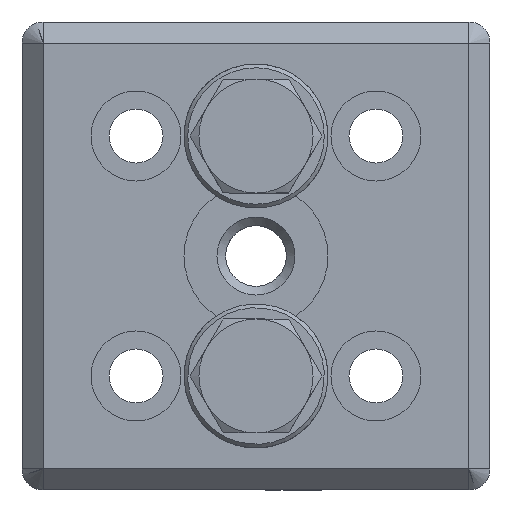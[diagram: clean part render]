
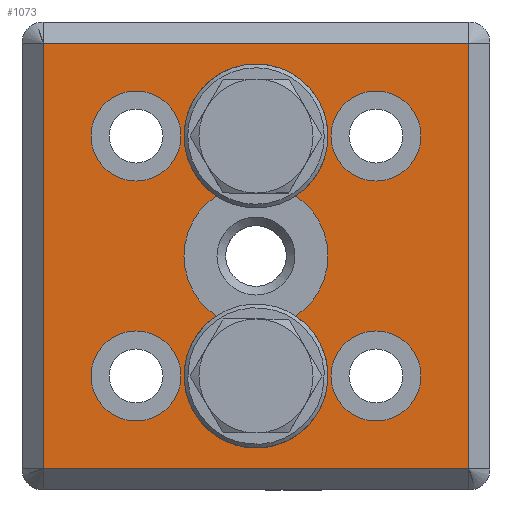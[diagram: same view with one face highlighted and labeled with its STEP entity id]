
A CAD part, front view. The second image highlights one B-rep face of the part: STEP entity #1073.
In plain terms, the highlighted face is planar.
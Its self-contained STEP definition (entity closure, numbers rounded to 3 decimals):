
#59=LINE('',#1982,#103);
#65=LINE('',#1998,#109);
#69=LINE('',#2005,#113);
#73=LINE('',#2016,#117);
#103=VECTOR('',#1387,71.);
#109=VECTOR('',#1403,71.);
#113=VECTOR('',#1409,71.);
#117=VECTOR('',#1423,71.);
#199=PLANE('',#1183);
#231=FACE_BOUND('',#405,.T.);
#232=FACE_BOUND('',#406,.T.);
#233=FACE_BOUND('',#407,.T.);
#234=FACE_BOUND('',#408,.T.);
#235=FACE_BOUND('',#409,.T.);
#308=FACE_OUTER_BOUND('',#404,.T.);
#404=EDGE_LOOP('',(#903,#904,#905,#906));
#405=EDGE_LOOP('',(#907,#908,#909,#910));
#406=EDGE_LOOP('',(#911));
#407=EDGE_LOOP('',(#912));
#408=EDGE_LOOP('',(#913));
#409=EDGE_LOOP('',(#914));
#489=CIRCLE('',#1184,12.);
#490=CIRCLE('',#1185,12.);
#491=CIRCLE('',#1186,12.);
#492=CIRCLE('',#1187,12.);
#493=CIRCLE('',#1188,7.5);
#494=CIRCLE('',#1189,7.5);
#495=CIRCLE('',#1190,7.5);
#496=CIRCLE('',#1191,7.5);
#566=VERTEX_POINT('',#1979);
#567=VERTEX_POINT('',#1981);
#572=VERTEX_POINT('',#1996);
#573=VERTEX_POINT('',#2001);
#582=VERTEX_POINT('',#2036);
#583=VERTEX_POINT('',#2037);
#584=VERTEX_POINT('',#2039);
#585=VERTEX_POINT('',#2041);
#586=VERTEX_POINT('',#2044);
#587=VERTEX_POINT('',#2046);
#588=VERTEX_POINT('',#2048);
#589=VERTEX_POINT('',#2050);
#674=EDGE_CURVE('',#566,#567,#59,.T.);
#682=EDGE_CURVE('',#572,#566,#65,.T.);
#686=EDGE_CURVE('',#567,#573,#69,.T.);
#692=EDGE_CURVE('',#573,#572,#73,.T.);
#702=EDGE_CURVE('',#582,#583,#489,.T.);
#703=EDGE_CURVE('',#583,#584,#490,.T.);
#704=EDGE_CURVE('',#584,#585,#491,.T.);
#705=EDGE_CURVE('',#585,#582,#492,.T.);
#706=EDGE_CURVE('',#586,#586,#493,.T.);
#707=EDGE_CURVE('',#587,#587,#494,.T.);
#708=EDGE_CURVE('',#588,#588,#495,.T.);
#709=EDGE_CURVE('',#589,#589,#496,.T.);
#903=ORIENTED_EDGE('',*,*,#674,.F.);
#904=ORIENTED_EDGE('',*,*,#682,.F.);
#905=ORIENTED_EDGE('',*,*,#692,.F.);
#906=ORIENTED_EDGE('',*,*,#686,.F.);
#907=ORIENTED_EDGE('',*,*,#702,.T.);
#908=ORIENTED_EDGE('',*,*,#703,.T.);
#909=ORIENTED_EDGE('',*,*,#704,.T.);
#910=ORIENTED_EDGE('',*,*,#705,.T.);
#911=ORIENTED_EDGE('',*,*,#706,.T.);
#912=ORIENTED_EDGE('',*,*,#707,.T.);
#913=ORIENTED_EDGE('',*,*,#708,.T.);
#914=ORIENTED_EDGE('',*,*,#709,.T.);
#1073=ADVANCED_FACE('',(#308,#231,#232,#233,#234,#235),#199,.T.);
#1183=AXIS2_PLACEMENT_3D('',#2035,#1443,#1444);
#1184=AXIS2_PLACEMENT_3D('',#2038,#1445,#1446);
#1185=AXIS2_PLACEMENT_3D('',#2040,#1447,#1448);
#1186=AXIS2_PLACEMENT_3D('',#2042,#1449,#1450);
#1187=AXIS2_PLACEMENT_3D('',#2043,#1451,#1452);
#1188=AXIS2_PLACEMENT_3D('',#2045,#1453,#1454);
#1189=AXIS2_PLACEMENT_3D('',#2047,#1455,#1456);
#1190=AXIS2_PLACEMENT_3D('',#2049,#1457,#1458);
#1191=AXIS2_PLACEMENT_3D('',#2051,#1459,#1460);
#1387=DIRECTION('',(-1.,0.,0.));
#1403=DIRECTION('',(0.,-1.,0.));
#1409=DIRECTION('',(0.,1.,0.));
#1423=DIRECTION('',(1.,0.,0.));
#1443=DIRECTION('center_axis',(0.,0.,1.));
#1444=DIRECTION('ref_axis',(1.,0.,0.));
#1445=DIRECTION('center_axis',(0.,0.,-1.));
#1446=DIRECTION('ref_axis',(1.,0.,0.));
#1447=DIRECTION('center_axis',(0.,0.,-1.));
#1448=DIRECTION('ref_axis',(1.,0.,0.));
#1449=DIRECTION('center_axis',(0.,0.,-1.));
#1450=DIRECTION('ref_axis',(1.,0.,0.));
#1451=DIRECTION('center_axis',(0.,0.,-1.));
#1452=DIRECTION('ref_axis',(1.,0.,0.));
#1453=DIRECTION('center_axis',(0.,0.,-1.));
#1454=DIRECTION('ref_axis',(1.,0.,0.));
#1455=DIRECTION('center_axis',(0.,0.,-1.));
#1456=DIRECTION('ref_axis',(1.,0.,0.));
#1457=DIRECTION('center_axis',(0.,0.,-1.));
#1458=DIRECTION('ref_axis',(1.,0.,0.));
#1459=DIRECTION('center_axis',(0.,0.,-1.));
#1460=DIRECTION('ref_axis',(1.,0.,0.));
#1979=CARTESIAN_POINT('',(35.5,-35.5,15.));
#1981=CARTESIAN_POINT('',(-35.5,-35.5,15.));
#1982=CARTESIAN_POINT('',(19.5,-35.5,15.));
#1996=CARTESIAN_POINT('',(35.5,35.5,15.));
#1998=CARTESIAN_POINT('',(35.5,19.5,15.));
#2001=CARTESIAN_POINT('',(-35.5,35.5,15.));
#2005=CARTESIAN_POINT('',(-35.5,-19.5,15.));
#2016=CARTESIAN_POINT('',(-19.5,35.5,15.));
#2035=CARTESIAN_POINT('Origin',(0.,0.,
15.));
#2036=CARTESIAN_POINT('',(-6.633,-10.,15.));
#2037=CARTESIAN_POINT('',(-6.633,10.,15.));
#2038=CARTESIAN_POINT('Origin',(0.,0.,
15.));
#2039=CARTESIAN_POINT('',(6.633,10.,15.));
#2040=CARTESIAN_POINT('Origin',(0.,20.,15.));
#2041=CARTESIAN_POINT('',(6.633,-10.,15.));
#2042=CARTESIAN_POINT('Origin',(0.,0.,
15.));
#2043=CARTESIAN_POINT('Origin',(0.,-20.,15.));
#2044=CARTESIAN_POINT('',(-12.5,20.,15.));
#2045=CARTESIAN_POINT('Origin',(-20.,20.,15.));
#2046=CARTESIAN_POINT('',(-12.5,-20.,15.));
#2047=CARTESIAN_POINT('Origin',(-20.,-20.,15.));
#2048=CARTESIAN_POINT('',(27.5,-20.,15.));
#2049=CARTESIAN_POINT('Origin',(20.,-20.,15.));
#2050=CARTESIAN_POINT('',(27.5,20.,15.));
#2051=CARTESIAN_POINT('Origin',(20.,20.,15.));
